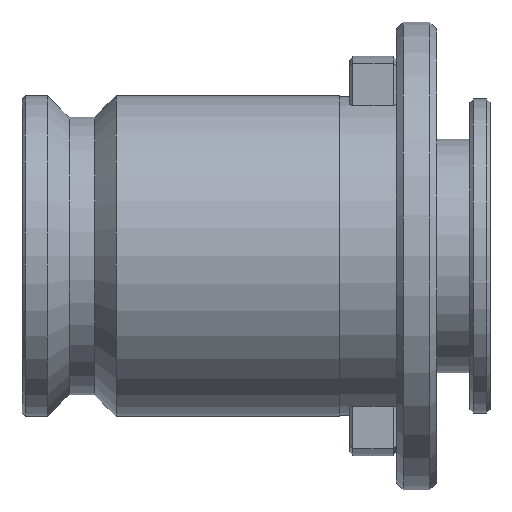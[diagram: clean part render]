
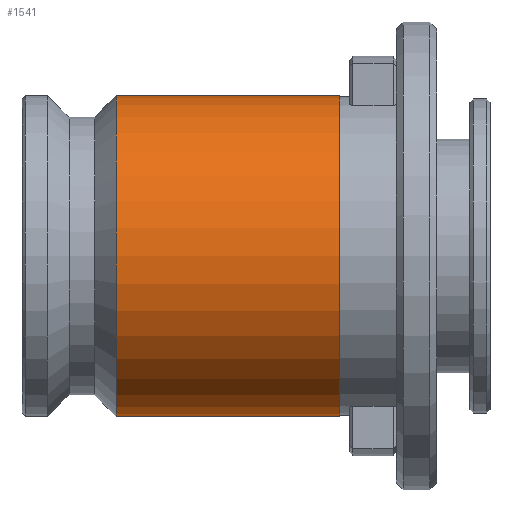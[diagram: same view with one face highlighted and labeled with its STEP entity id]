
A CAD part, top view. The second image highlights one B-rep face of the part: STEP entity #1541.
In plain terms, the highlighted cylindrical face has radius 24 mm (diameter 48 mm), a partial arc.
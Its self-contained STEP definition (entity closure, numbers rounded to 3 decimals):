
#388=CARTESIAN_POINT('',(14.1,0.,0.));
#389=DIRECTION('',(1.,0.,0.));
#390=DIRECTION('',(0.,1.,0.));
#391=AXIS2_PLACEMENT_3D('',#388,#389,#390);
#393=CARTESIAN_POINT('',(47.5,0.,0.));
#394=DIRECTION('',(1.,0.,0.));
#395=DIRECTION('',(0.,1.,0.));
#396=AXIS2_PLACEMENT_3D('',#393,#394,#395);
#398=DIRECTION('',(-1.,0.,0.));
#399=VECTOR('',#398,33.4);
#400=CARTESIAN_POINT('',(47.5,24.,0.));
#401=LINE('',#400,#399);
#402=DIRECTION('',(-1.,0.,0.));
#403=VECTOR('',#402,33.4);
#404=CARTESIAN_POINT('',(47.5,-24.,0.));
#405=LINE('',#404,#403);
#747=CARTESIAN_POINT('',(47.5,24.,0.));
#748=CARTESIAN_POINT('',(14.1,24.,0.));
#749=VERTEX_POINT('',#747);
#750=VERTEX_POINT('',#748);
#757=CARTESIAN_POINT('',(47.5,-24.,0.));
#758=CARTESIAN_POINT('',(14.1,-24.,0.));
#759=VERTEX_POINT('',#757);
#760=VERTEX_POINT('',#758);
#1527=CARTESIAN_POINT('',(-3.075,0.,0.));
#1528=DIRECTION('',(1.,0.,0.));
#1529=DIRECTION('',(0.,-1.,0.));
#1530=AXIS2_PLACEMENT_3D('',#1527,#1528,#1529);
#1531=CYLINDRICAL_SURFACE('',#1530,24.);
#1533=ORIENTED_EDGE('',*,*,#1532,.F.);
#1535=ORIENTED_EDGE('',*,*,#1534,.T.);
#1537=ORIENTED_EDGE('',*,*,#1536,.T.);
#1538=ORIENTED_EDGE('',*,*,#1520,.F.);
#1539=EDGE_LOOP('',(#1533,#1535,#1537,#1538));
#1540=FACE_OUTER_BOUND('',#1539,.F.);
#1541=ADVANCED_FACE('',(#1540),#1531,.T.);
#392=CIRCLE('',#391,24.);
#397=CIRCLE('',#396,24.);
#1520=EDGE_CURVE('',#750,#760,#392,.T.);
#1532=EDGE_CURVE('',#749,#750,#401,.T.);
#1534=EDGE_CURVE('',#749,#759,#397,.T.);
#1536=EDGE_CURVE('',#759,#760,#405,.T.);
